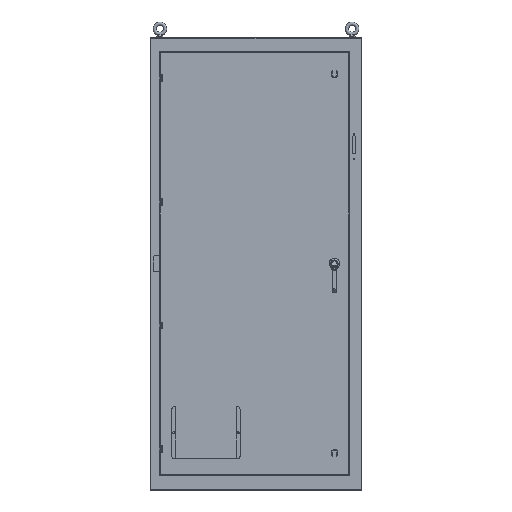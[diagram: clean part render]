
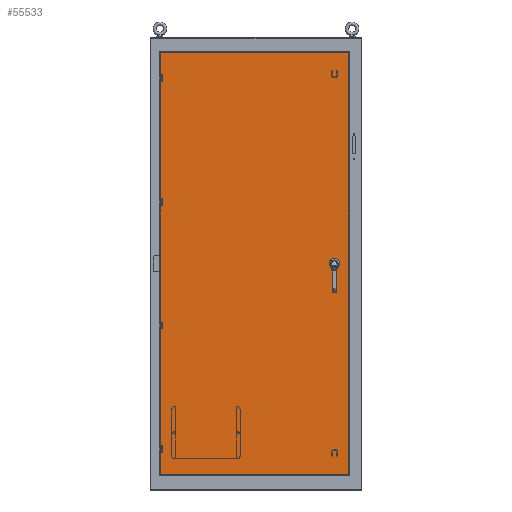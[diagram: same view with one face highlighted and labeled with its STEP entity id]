
A CAD part, top view. The second image highlights one B-rep face of the part: STEP entity #55533.
In plain terms, the highlighted planar face has unit normal (0, 0, 1).
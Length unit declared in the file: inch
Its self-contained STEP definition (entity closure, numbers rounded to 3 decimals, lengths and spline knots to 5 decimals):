
#458 = DIRECTION ( 'NONE',  ( -1., 0., 0. ) ) ;
#8755 = VECTOR ( 'NONE', #73573, 39.37008 ) ;
#15888 = EDGE_LOOP ( 'NONE', ( #38510, #71916, #184314, #149200 ) ) ;
#18183 = ORIENTED_EDGE ( 'NONE', *, *, #45957, .F. ) ;
#23395 = PLANE ( 'NONE',  #97064 ) ;
#35415 = EDGE_CURVE ( 'NONE', #198513, #204682, #119266, .T. ) ;
#38510 = ORIENTED_EDGE ( 'NONE', *, *, #52093, .F. ) ;
#39312 = DIRECTION ( 'NONE',  ( -1., 0., 0. ) ) ;
#40915 = LINE ( 'NONE', #101577, #205637 ) ;
#41840 = CARTESIAN_POINT ( 'NONE',  ( 15.12844, 0., 13.058 ) ) ;
#45957 = EDGE_CURVE ( 'NONE', #71595, #71595, #190863, .T. ) ;
#47119 = EDGE_LOOP ( 'NONE', ( #18183 ) ) ;
#52093 = EDGE_CURVE ( 'NONE', #204682, #199235, #84295, .T. ) ;
#55533 = ADVANCED_FACE ( 'NONE', ( #105233, #153062 ), #23395, .F. ) ;
#56100 = EDGE_CURVE ( 'NONE', #167953, #198513, #40915, .T. ) ;
#71595 = VERTEX_POINT ( 'NONE', #41840 ) ;
#71916 = ORIENTED_EDGE ( 'NONE', *, *, #35415, .F. ) ;
#72404 = EDGE_CURVE ( 'NONE', #199235, #167953, #124885, .T. ) ;
#72790 = DIRECTION ( 'NONE',  ( 0., 1., 0. ) ) ;
#73573 = DIRECTION ( 'NONE',  ( 0., -1., 0. ) ) ;
#83285 = CARTESIAN_POINT ( 'NONE',  ( -0.2812, -40.1122, 13.058 ) ) ;
#84295 = LINE ( 'NONE', #150199, #8755 ) ;
#91661 = VECTOR ( 'NONE', #103338, 39.37008 ) ;
#97064 = AXIS2_PLACEMENT_3D ( 'NONE', #138161, #120124, #39312 ) ;
#97989 = CARTESIAN_POINT ( 'NONE',  ( -18.23711, -40.1122, 13.058 ) ) ;
#101577 = CARTESIAN_POINT ( 'NONE',  ( -18.23711, 0., 13.058 ) ) ;
#103338 = DIRECTION ( 'NONE',  ( 1., 0., 0. ) ) ;
#105233 = FACE_BOUND ( 'NONE', #47119, .T. ) ;
#118928 = CARTESIAN_POINT ( 'NONE',  ( 17.6747, 40.1122, 13.058 ) ) ;
#119266 = LINE ( 'NONE', #187283, #91661 ) ;
#120124 = DIRECTION ( 'NONE',  ( 0., 0., -1. ) ) ;
#123657 = DIRECTION ( 'NONE',  ( 1., 0., 0. ) ) ;
#124885 = LINE ( 'NONE', #83285, #143247 ) ;
#138161 = CARTESIAN_POINT ( 'NONE',  ( -0.2812, 0., 13.058 ) ) ;
#139589 = CARTESIAN_POINT ( 'NONE',  ( 14.90699, 0., 13.058 ) ) ;
#143247 = VECTOR ( 'NONE', #458, 39.37008 ) ;
#149200 = ORIENTED_EDGE ( 'NONE', *, *, #72404, .F. ) ;
#150199 = CARTESIAN_POINT ( 'NONE',  ( 17.6747, 0., 13.058 ) ) ;
#153062 = FACE_OUTER_BOUND ( 'NONE', #15888, .T. ) ;
#153436 = DIRECTION ( 'NONE',  ( 0., 0., 1. ) ) ;
#167953 = VERTEX_POINT ( 'NONE', #97989 ) ;
#168139 = CARTESIAN_POINT ( 'NONE',  ( -18.23711, 40.1122, 13.058 ) ) ;
#183473 = CARTESIAN_POINT ( 'NONE',  ( 17.6747, -40.1122, 13.058 ) ) ;
#184314 = ORIENTED_EDGE ( 'NONE', *, *, #56100, .F. ) ;
#187283 = CARTESIAN_POINT ( 'NONE',  ( -0.2812, 40.1122, 13.058 ) ) ;
#190863 = CIRCLE ( 'NONE', #194179, 0.22146 ) ;
#194179 = AXIS2_PLACEMENT_3D ( 'NONE', #139589, #153436, #123657 ) ;
#198513 = VERTEX_POINT ( 'NONE', #168139 ) ;
#199235 = VERTEX_POINT ( 'NONE', #183473 ) ;
#204682 = VERTEX_POINT ( 'NONE', #118928 ) ;
#205637 = VECTOR ( 'NONE', #72790, 39.37008 ) ;
